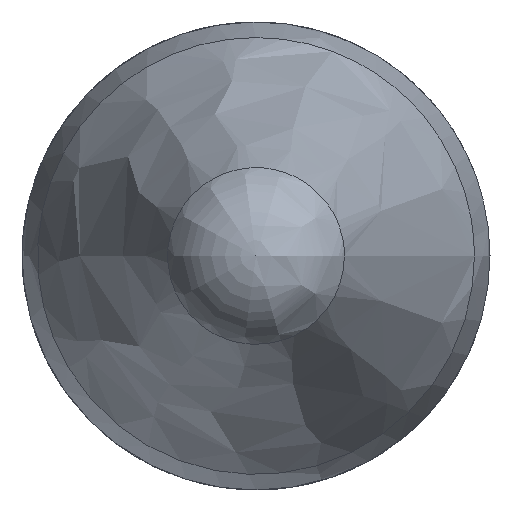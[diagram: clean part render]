
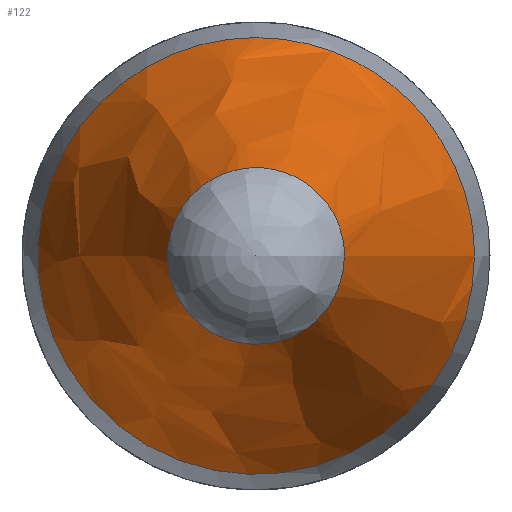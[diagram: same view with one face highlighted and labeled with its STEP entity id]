
A CAD part, left-side view. The second image highlights one B-rep face of the part: STEP entity #122.
In plain terms, the highlighted free-form (B-spline) face has degree [5, 3] with [6, 4] control points.
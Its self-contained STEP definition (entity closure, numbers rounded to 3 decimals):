
#17 = CARTESIAN_POINT ('', (8.985, -4.671, 0.));
#18 = VERTEX_POINT ('', #17);
#28 = CARTESIAN_POINT ('', (8.985, -4.671, 0.));
#29 = CARTESIAN_POINT ('', (8.985, -4.671, -18.685));
#30 = CARTESIAN_POINT ('', (8.985, 14.014, -9.343));
#31 = CARTESIAN_POINT ('', (8.985, 14.014, 9.343));
#32 = CARTESIAN_POINT ('', (8.985, -4.671, 18.685));
#33 = CARTESIAN_POINT ('', (8.985, -4.671, 0.));
#34 = (
   BOUNDED_CURVE ()
   B_SPLINE_CURVE (5, (#28, #29, #30, #31, #32, #33), .UNSPECIFIED., .T., .U.)
   B_SPLINE_CURVE_WITH_KNOTS ((6, 6), (0., 1.), .UNSPECIFIED.)
   CURVE ()
   GEOMETRIC_REPRESENTATION_ITEM ()
   RATIONAL_B_SPLINE_CURVE ((5., 1., 1., 1., 1., 5.))
   REPRESENTATION_ITEM ('')
);
#35 = EDGE_CURVE ('', #18, #18, #34, .T.);
#75 = CARTESIAN_POINT ('', (1.347, -1.89, 0.));
#76 = VERTEX_POINT ('', #75);
#77 = CARTESIAN_POINT ('', (1.347, -1.89, 0.));
#78 = CARTESIAN_POINT ('', (3.877, -2.859, 0.));
#79 = CARTESIAN_POINT ('', (6.424, -3.786, 0.));
#80 = CARTESIAN_POINT ('', (8.985, -4.671, 0.));
#81 = B_SPLINE_CURVE_WITH_KNOTS ('', 3, (#77, #78, #79, #80), .UNSPECIFIED., .F., .U., (4, 4), (0., 1.), .UNSPECIFIED.);
#82 = EDGE_CURVE ('', #76, #18, #81, .T.);
#83 = ORIENTED_EDGE ('', *, *, #82, .F.);
#84 = CARTESIAN_POINT ('', (1.347, -1.89, 0.));
#85 = CARTESIAN_POINT ('', (1.347, -1.89, -7.561));
#86 = CARTESIAN_POINT ('', (1.347, 5.671, -3.781));
#87 = CARTESIAN_POINT ('', (1.347, 5.671, 3.781));
#88 = CARTESIAN_POINT ('', (1.347, -1.89, 7.561));
#89 = CARTESIAN_POINT ('', (1.347, -1.89, 0.));
#90 = (
   BOUNDED_CURVE ()
   B_SPLINE_CURVE (5, (#84, #85, #86, #87, #88, #89), .UNSPECIFIED., .T., .U.)
   B_SPLINE_CURVE_WITH_KNOTS ((6, 6), (0., 1.), .UNSPECIFIED.)
   CURVE ()
   GEOMETRIC_REPRESENTATION_ITEM ()
   RATIONAL_B_SPLINE_CURVE ((5., 1., 1., 1., 1., 5.))
   REPRESENTATION_ITEM ('')
);
#91 = EDGE_CURVE ('', #76, #76, #90, .T.);
#92 = ORIENTED_EDGE ('', *, *, #91, .T.);
#93 = ORIENTED_EDGE ('', *, *, #82, .T.);
#94 = ORIENTED_EDGE ('', *, *, #35, .F.);
#95 = EDGE_LOOP ('', (#83, #92, #93, #94));
#96 = FACE_OUTER_BOUND ('', #95, .T.);
#97 = CARTESIAN_POINT ('', (1.347, -1.89, 0.));
#98 = CARTESIAN_POINT ('', (3.877, -2.859, 0.));
#99 = CARTESIAN_POINT ('', (6.424, -3.786, 0.));
#100 = CARTESIAN_POINT ('', (8.985, -4.671, 0.));
#101 = CARTESIAN_POINT ('', (1.347, -1.89, -7.561));
#102 = CARTESIAN_POINT ('', (3.877, -2.859, -11.434));
#103 = CARTESIAN_POINT ('', (6.424, -3.786, -15.143));
#104 = CARTESIAN_POINT ('', (8.985, -4.671, -18.685));
#105 = CARTESIAN_POINT ('', (1.347, 5.671, -3.781));
#106 = CARTESIAN_POINT ('', (3.877, 8.576, -5.717));
#107 = CARTESIAN_POINT ('', (6.424, 11.357, -7.572));
#108 = CARTESIAN_POINT ('', (8.985, 14.014, -9.343));
#109 = CARTESIAN_POINT ('', (1.347, 5.671, 3.781));
#110 = CARTESIAN_POINT ('', (3.877, 8.576, 5.717));
#111 = CARTESIAN_POINT ('', (6.424, 11.357, 7.572));
#112 = CARTESIAN_POINT ('', (8.985, 14.014, 9.343));
#113 = CARTESIAN_POINT ('', (1.347, -1.89, 7.561));
#114 = CARTESIAN_POINT ('', (3.877, -2.859, 11.434));
#115 = CARTESIAN_POINT ('', (6.424, -3.786, 15.143));
#116 = CARTESIAN_POINT ('', (8.985, -4.671, 18.685));
#117 = CARTESIAN_POINT ('', (1.347, -1.89, 0.));
#118 = CARTESIAN_POINT ('', (3.877, -2.859, 0.));
#119 = CARTESIAN_POINT ('', (6.424, -3.786, 0.));
#120 = CARTESIAN_POINT ('', (8.985, -4.671, 0.));
#121 = (
   BOUNDED_SURFACE ()
   B_SPLINE_SURFACE (5, 3, ((#97, #98, #99, #100), (#101, #102, #103, #104), (#105, #106, #107, #108), (#109, #110, #111, #112), (#113, #114, #115, #116), (#117, #118, #119, #120)), .UNSPECIFIED., .T., .F., .U.)
   B_SPLINE_SURFACE_WITH_KNOTS ((6, 6), (4, 4), (0., 1.), (0., 1.), .UNSPECIFIED.)
   SURFACE ()
   GEOMETRIC_REPRESENTATION_ITEM ()
   RATIONAL_B_SPLINE_SURFACE (((5., 5., 5., 5.), (1., 1., 1., 1.), (1., 1., 1., 1.), (1., 1., 1., 1.), (1., 1., 1., 1.), (5., 5., 5., 5.)))
   REPRESENTATION_ITEM ('')
);
#122 = ADVANCED_FACE ('', (#96), #121, .T.);
